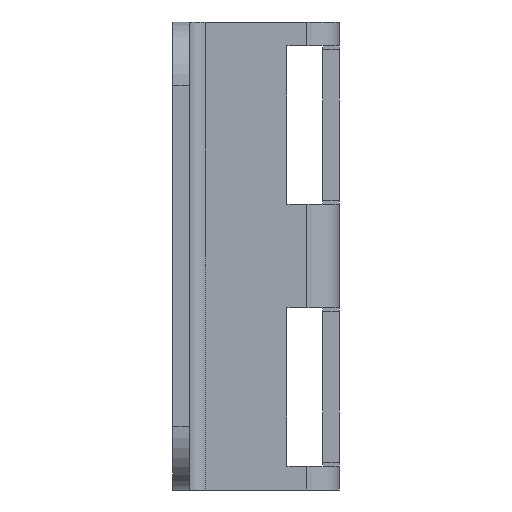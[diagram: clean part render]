
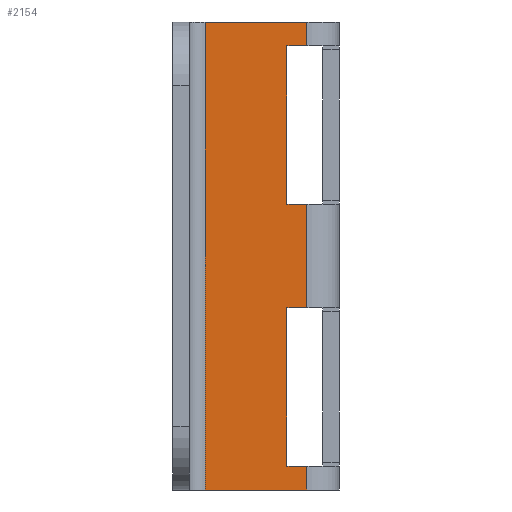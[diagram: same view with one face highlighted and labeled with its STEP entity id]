
A CAD part, front view. The second image highlights one B-rep face of the part: STEP entity #2154.
In plain terms, the highlighted planar face has unit normal (0, -1, 0).
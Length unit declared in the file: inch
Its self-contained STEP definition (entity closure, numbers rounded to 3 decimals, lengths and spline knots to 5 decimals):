
#440=DIRECTION('',(0.,0.,1.));
#441=VECTOR('',#440,0.06);
#442=CARTESIAN_POINT('',(-0.04,-0.685,-0.06));
#443=LINE('',#442,#441);
#564=DIRECTION('',(0.,0.,1.));
#565=VECTOR('',#564,0.26);
#566=CARTESIAN_POINT('',(-0.04,-0.685,-0.72));
#567=LINE('',#566,#565);
#572=DIRECTION('',(-1.,0.,0.));
#573=VECTOR('',#572,0.05);
#574=CARTESIAN_POINT('',(-0.04,-0.685,-0.72));
#575=LINE('',#574,#573);
#576=DIRECTION('',(0.,0.,-1.));
#577=VECTOR('',#576,0.4);
#578=CARTESIAN_POINT('',(-0.09,-0.685,-0.72));
#579=LINE('',#578,#577);
#580=DIRECTION('',(-1.,0.,0.));
#581=VECTOR('',#580,0.05);
#582=CARTESIAN_POINT('',(-0.04,-0.685,-1.12));
#583=LINE('',#582,#581);
#584=DIRECTION('',(1.,0.,0.));
#585=VECTOR('',#584,0.256);
#586=CARTESIAN_POINT('',(-0.296,-0.685,-1.18));
#587=LINE('',#586,#585);
#588=DIRECTION('',(-1.,0.,0.));
#589=VECTOR('',#588,0.256);
#590=CARTESIAN_POINT('',(-0.04,-0.685,0.));
#591=LINE('',#590,#589);
#592=DIRECTION('',(-1.,0.,0.));
#593=VECTOR('',#592,0.05);
#594=CARTESIAN_POINT('',(-0.04,-0.685,-0.06));
#595=LINE('',#594,#593);
#596=DIRECTION('',(0.,0.,-1.));
#597=VECTOR('',#596,0.4);
#598=CARTESIAN_POINT('',(-0.09,-0.685,-0.06));
#599=LINE('',#598,#597);
#600=DIRECTION('',(-1.,0.,0.));
#601=VECTOR('',#600,0.05);
#602=CARTESIAN_POINT('',(-0.04,-0.685,-0.46));
#603=LINE('',#602,#601);
#655=DIRECTION('',(0.,0.,1.));
#656=VECTOR('',#655,0.06);
#657=CARTESIAN_POINT('',(-0.04,-0.685,-1.18));
#658=LINE('',#657,#656);
#775=DIRECTION('',(0.,0.,-1.));
#776=VECTOR('',#775,1.18);
#777=CARTESIAN_POINT('',(-0.296,-0.685,0.));
#778=LINE('',#777,#776);
#1089=CARTESIAN_POINT('',(-0.04,-0.685,0.));
#1091=VERTEX_POINT('',#1089);
#1093=CARTESIAN_POINT('',(-0.04,-0.685,-1.18));
#1095=VERTEX_POINT('',#1093);
#1133=CARTESIAN_POINT('',(-0.296,-0.685,-1.18));
#1134=VERTEX_POINT('',#1133);
#1135=CARTESIAN_POINT('',(-0.296,-0.685,0.));
#1136=VERTEX_POINT('',#1135);
#1233=CARTESIAN_POINT('',(-0.04,-0.685,-0.72));
#1234=CARTESIAN_POINT('',(-0.09,-0.685,-0.72));
#1235=VERTEX_POINT('',#1233);
#1236=VERTEX_POINT('',#1234);
#1237=CARTESIAN_POINT('',(-0.09,-0.685,-1.12));
#1238=VERTEX_POINT('',#1237);
#1239=CARTESIAN_POINT('',(-0.04,-0.685,-1.12));
#1240=VERTEX_POINT('',#1239);
#1241=CARTESIAN_POINT('',(-0.04,-0.685,-0.06));
#1242=CARTESIAN_POINT('',(-0.09,-0.685,-0.06));
#1243=VERTEX_POINT('',#1241);
#1244=VERTEX_POINT('',#1242);
#1245=CARTESIAN_POINT('',(-0.09,-0.685,-0.46));
#1246=VERTEX_POINT('',#1245);
#1247=CARTESIAN_POINT('',(-0.04,-0.685,-0.46));
#1248=VERTEX_POINT('',#1247);
#2128=CARTESIAN_POINT('',(0.042,-0.685,-0.89963));
#2129=DIRECTION('',(0.,-1.,0.));
#2130=DIRECTION('',(0.,0.,-1.));
#2131=AXIS2_PLACEMENT_3D('',#2128,#2129,#2130);
#2132=PLANE('',#2131);
#2133=ORIENTED_EDGE('',*,*,#2008,.T.);
#2135=ORIENTED_EDGE('',*,*,#2134,.T.);
#2137=ORIENTED_EDGE('',*,*,#2136,.F.);
#2139=ORIENTED_EDGE('',*,*,#2138,.F.);
#2141=ORIENTED_EDGE('',*,*,#2140,.F.);
#2143=ORIENTED_EDGE('',*,*,#2142,.F.);
#2145=ORIENTED_EDGE('',*,*,#2144,.F.);
#2146=ORIENTED_EDGE('',*,*,#1926,.F.);
#2147=ORIENTED_EDGE('',*,*,#1945,.T.);
#2149=ORIENTED_EDGE('',*,*,#2148,.T.);
#2150=ORIENTED_EDGE('',*,*,#2042,.F.);
#2151=ORIENTED_EDGE('',*,*,#2121,.F.);
#2152=EDGE_LOOP('',(#2133,#2135,#2137,#2139,#2141,#2143,#2145,#2146,#2147,#2149,
#2150,#2151));
#2153=FACE_OUTER_BOUND('',#2152,.F.);
#2154=ADVANCED_FACE('',(#2153),#2132,.T.);
#1926=EDGE_CURVE('',#1243,#1091,#443,.T.);
#1945=EDGE_CURVE('',#1243,#1244,#595,.T.);
#2008=EDGE_CURVE('',#1235,#1236,#575,.T.);
#2042=EDGE_CURVE('',#1248,#1246,#603,.T.);
#2121=EDGE_CURVE('',#1235,#1248,#567,.T.);
#2134=EDGE_CURVE('',#1236,#1238,#579,.T.);
#2136=EDGE_CURVE('',#1240,#1238,#583,.T.);
#2138=EDGE_CURVE('',#1095,#1240,#658,.T.);
#2140=EDGE_CURVE('',#1134,#1095,#587,.T.);
#2142=EDGE_CURVE('',#1136,#1134,#778,.T.);
#2144=EDGE_CURVE('',#1091,#1136,#591,.T.);
#2148=EDGE_CURVE('',#1244,#1246,#599,.T.);
